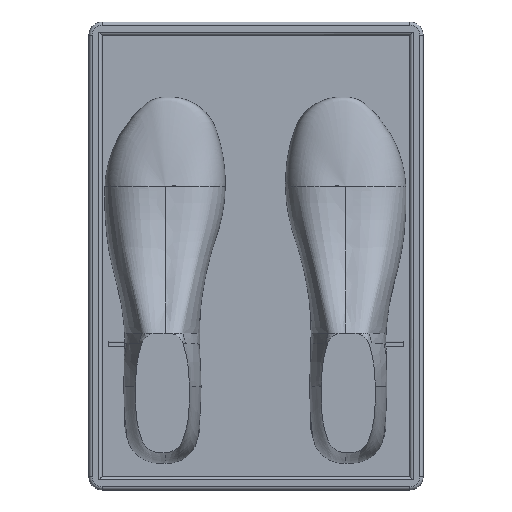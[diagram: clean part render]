
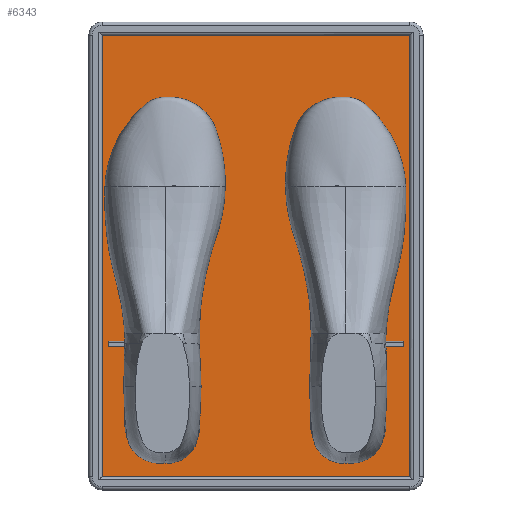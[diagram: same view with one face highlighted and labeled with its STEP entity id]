
A CAD part, top view. The second image highlights one B-rep face of the part: STEP entity #6343.
In plain terms, the highlighted face is planar.
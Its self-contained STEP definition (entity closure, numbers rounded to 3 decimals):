
#73 = LINE ( 'NONE', #9442, #13387 ) ;
#80 = VERTEX_POINT ( 'NONE', #7504 ) ;
#265 = VECTOR ( 'NONE', #16432, 1000. ) ;
#270 = CARTESIAN_POINT ( 'NONE',  ( 10., 0.5, -10. ) ) ;
#440 = CARTESIAN_POINT ( 'NONE',  ( 75., 0.5, -112. ) ) ;
#690 = EDGE_CURVE ( 'NONE', #16844, #16488, #20290, .T. ) ;
#1064 = EDGE_CURVE ( 'NONE', #4621, #80, #2828, .T. ) ;
#1558 = VECTOR ( 'NONE', #9457, 1000. ) ;
#1638 = CARTESIAN_POINT ( 'NONE',  ( 235., 0.5, -107. ) ) ;
#1727 = LINE ( 'NONE', #6466, #5585 ) ;
#1738 = ORIENTED_EDGE ( 'NONE', *, *, #690, .F. ) ;
#1849 = LINE ( 'NONE', #8345, #8932 ) ;
#1867 = ORIENTED_EDGE ( 'NONE', *, *, #9040, .T. ) ;
#1917 = VERTEX_POINT ( 'NONE', #14400 ) ;
#2077 = DIRECTION ( 'NONE',  ( 0., 0., 1. ) ) ;
#2120 = DIRECTION ( 'NONE',  ( 0., 0., -1. ) ) ;
#2744 = LINE ( 'NONE', #8941, #8498 ) ;
#2828 = LINE ( 'NONE', #5825, #11550 ) ;
#3175 = VECTOR ( 'NONE', #4694, 1000. ) ;
#3313 = VERTEX_POINT ( 'NONE', #4349 ) ;
#3604 = EDGE_LOOP ( 'NONE', ( #7669, #8154, #12907, #15910 ) ) ;
#3831 = LINE ( 'NONE', #16327, #265 ) ;
#4319 = VERTEX_POINT ( 'NONE', #11800 ) ;
#4341 = VERTEX_POINT ( 'NONE', #8598 ) ;
#4349 = CARTESIAN_POINT ( 'NONE',  ( 240., 0.5, -340. ) ) ;
#4610 = ORIENTED_EDGE ( 'NONE', *, *, #8049, .F. ) ;
#4621 = VERTEX_POINT ( 'NONE', #8716 ) ;
#4694 = DIRECTION ( 'NONE',  ( 0., 0., 1. ) ) ;
#4718 = CARTESIAN_POINT ( 'NONE',  ( 235., 0.5, -111.411 ) ) ;
#5191 = VECTOR ( 'NONE', #6556, 1000. ) ;
#5585 = VECTOR ( 'NONE', #12756, 1000. ) ;
#5825 = CARTESIAN_POINT ( 'NONE',  ( 0., 0.5, -111.411 ) ) ;
#5838 = DIRECTION ( 'NONE',  ( 1., 0., 0. ) ) ;
#5939 = LINE ( 'NONE', #12239, #3175 ) ;
#5956 = CARTESIAN_POINT ( 'NONE',  ( 10., 0.5, -340. ) ) ;
#6343 = ADVANCED_FACE ( 'NONE', ( #8316, #19247, #10158 ), #19342, .F. ) ;
#6466 = CARTESIAN_POINT ( 'NONE',  ( 0., 0.5, -111.411 ) ) ;
#6556 = DIRECTION ( 'NONE',  ( 1., 0., 0. ) ) ;
#6567 = DIRECTION ( 'NONE',  ( 0., -1., 0. ) ) ;
#6620 = ORIENTED_EDGE ( 'NONE', *, *, #9365, .T. ) ;
#7163 = EDGE_CURVE ( 'NONE', #80, #13036, #18584, .T. ) ;
#7477 = DIRECTION ( 'NONE',  ( 1., 0., 0. ) ) ;
#7504 = CARTESIAN_POINT ( 'NONE',  ( 75., 0.5, -111.411 ) ) ;
#7669 = ORIENTED_EDGE ( 'NONE', *, *, #18196, .F. ) ;
#7827 = VECTOR ( 'NONE', #18102, 1000. ) ;
#8049 = EDGE_CURVE ( 'NONE', #4319, #16844, #1849, .T. ) ;
#8154 = ORIENTED_EDGE ( 'NONE', *, *, #1064, .T. ) ;
#8316 = FACE_OUTER_BOUND ( 'NONE', #11764, .T. ) ;
#8345 = CARTESIAN_POINT ( 'NONE',  ( 175., 0.5, -112. ) ) ;
#8498 = VECTOR ( 'NONE', #5838, 1000. ) ;
#8598 = CARTESIAN_POINT ( 'NONE',  ( 10., 0.5, -340. ) ) ;
#8710 = CARTESIAN_POINT ( 'NONE',  ( 75., 0.5, -107. ) ) ;
#8716 = CARTESIAN_POINT ( 'NONE',  ( 15., 0.5, -111.411 ) ) ;
#8932 = VECTOR ( 'NONE', #16292, 1000. ) ;
#8941 = CARTESIAN_POINT ( 'NONE',  ( 0., 0.5, -107. ) ) ;
#9040 = EDGE_CURVE ( 'NONE', #4341, #1917, #10299, .T. ) ;
#9213 = VECTOR ( 'NONE', #12257, 1000. ) ;
#9365 = EDGE_CURVE ( 'NONE', #4319, #12873, #1727, .T. ) ;
#9442 = CARTESIAN_POINT ( 'NONE',  ( 240., 0.5, -10. ) ) ;
#9457 = DIRECTION ( 'NONE',  ( 1., 0., 0. ) ) ;
#9699 = ORIENTED_EDGE ( 'NONE', *, *, #15337, .T. ) ;
#9722 = CARTESIAN_POINT ( 'NONE',  ( 15., 0.5, -107. ) ) ;
#9751 = ORIENTED_EDGE ( 'NONE', *, *, #18723, .T. ) ;
#10158 = FACE_BOUND ( 'NONE', #17638, .T. ) ;
#10263 = LINE ( 'NONE', #14710, #7827 ) ;
#10299 = LINE ( 'NONE', #5956, #9213 ) ;
#10677 = CARTESIAN_POINT ( 'NONE',  ( 240., 0.5, -10. ) ) ;
#11421 = CARTESIAN_POINT ( 'NONE',  ( 175., 0.5, -107. ) ) ;
#11550 = VECTOR ( 'NONE', #7477, 1000. ) ;
#11764 = EDGE_LOOP ( 'NONE', ( #12094, #9751, #1867, #20407 ) ) ;
#11800 = CARTESIAN_POINT ( 'NONE',  ( 175., 0.5, -111.411 ) ) ;
#12094 = ORIENTED_EDGE ( 'NONE', *, *, #15543, .T. ) ;
#12239 = CARTESIAN_POINT ( 'NONE',  ( 235., 0.5, -112. ) ) ;
#12257 = DIRECTION ( 'NONE',  ( 0., 0., 1. ) ) ;
#12456 = CARTESIAN_POINT ( 'NONE',  ( 0., 0.5, -107. ) ) ;
#12756 = DIRECTION ( 'NONE',  ( 1., 0., 0. ) ) ;
#12873 = VERTEX_POINT ( 'NONE', #4718 ) ;
#12907 = ORIENTED_EDGE ( 'NONE', *, *, #7163, .T. ) ;
#13036 = VERTEX_POINT ( 'NONE', #8710 ) ;
#13387 = VECTOR ( 'NONE', #14093, 1000. ) ;
#14046 = VERTEX_POINT ( 'NONE', #9722 ) ;
#14093 = DIRECTION ( 'NONE',  ( 0., 0., -1. ) ) ;
#14398 = LINE ( 'NONE', #270, #5191 ) ;
#14400 = CARTESIAN_POINT ( 'NONE',  ( 10., 0.5, -10. ) ) ;
#14486 = AXIS2_PLACEMENT_3D ( 'NONE', #14613, #6567, #2120 ) ;
#14613 = CARTESIAN_POINT ( 'NONE',  ( 0., 0.5, 0. ) ) ;
#14710 = CARTESIAN_POINT ( 'NONE',  ( 240., 0.5, -340. ) ) ;
#15337 = EDGE_CURVE ( 'NONE', #12873, #16488, #5939, .T. ) ;
#15543 = EDGE_CURVE ( 'NONE', #15570, #3313, #73, .T. ) ;
#15570 = VERTEX_POINT ( 'NONE', #10677 ) ;
#15910 = ORIENTED_EDGE ( 'NONE', *, *, #17251, .F. ) ;
#16292 = DIRECTION ( 'NONE',  ( 0., 0., 1. ) ) ;
#16327 = CARTESIAN_POINT ( 'NONE',  ( 15., 0.5, -112. ) ) ;
#16335 = EDGE_CURVE ( 'NONE', #1917, #15570, #14398, .T. ) ;
#16432 = DIRECTION ( 'NONE',  ( 0., 0., 1. ) ) ;
#16488 = VERTEX_POINT ( 'NONE', #1638 ) ;
#16844 = VERTEX_POINT ( 'NONE', #11421 ) ;
#17251 = EDGE_CURVE ( 'NONE', #14046, #13036, #2744, .T. ) ;
#17638 = EDGE_LOOP ( 'NONE', ( #6620, #9699, #1738, #4610 ) ) ;
#18102 = DIRECTION ( 'NONE',  ( -1., 0., 0. ) ) ;
#18196 = EDGE_CURVE ( 'NONE', #4621, #14046, #3831, .T. ) ;
#18480 = VECTOR ( 'NONE', #2077, 1000. ) ;
#18584 = LINE ( 'NONE', #440, #18480 ) ;
#18723 = EDGE_CURVE ( 'NONE', #3313, #4341, #10263, .T. ) ;
#19247 = FACE_BOUND ( 'NONE', #3604, .T. ) ;
#19342 = PLANE ( 'NONE',  #14486 ) ;
#20290 = LINE ( 'NONE', #12456, #1558 ) ;
#20407 = ORIENTED_EDGE ( 'NONE', *, *, #16335, .T. ) ;
